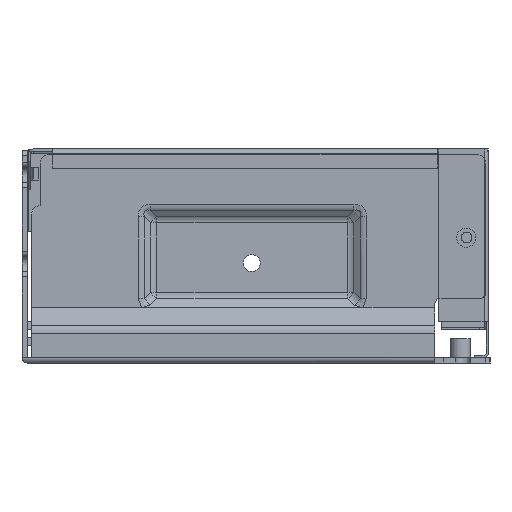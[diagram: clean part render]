
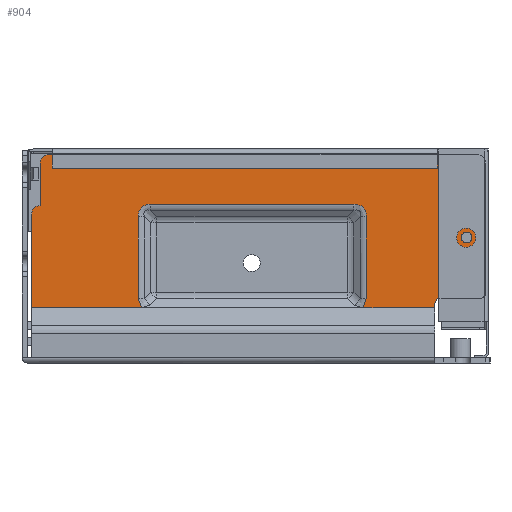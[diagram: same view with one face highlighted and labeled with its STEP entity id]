
A CAD part, left-side view. The second image highlights one B-rep face of the part: STEP entity #904.
In plain terms, the highlighted planar face has unit normal (-1, 0, 0).
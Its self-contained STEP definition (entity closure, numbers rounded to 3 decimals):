
#224 = VERTEX_POINT('',#225);
#225 = CARTESIAN_POINT('',(5.,107.75,13.));
#231 = EDGE_CURVE('',#224,#232,#234,.T.);
#232 = VERTEX_POINT('',#233);
#233 = CARTESIAN_POINT('',(5.,107.75,35.));
#234 = LINE('',#235,#236);
#235 = CARTESIAN_POINT('',(5.,107.75,24.));
#236 = VECTOR('',#237,1.);
#237 = DIRECTION('',(0.,0.,1.));
#363 = EDGE_CURVE('',#364,#224,#366,.T.);
#364 = VERTEX_POINT('',#365);
#365 = CARTESIAN_POINT('',(5.,81.875,13.));
#366 = LINE('',#367,#368);
#367 = CARTESIAN_POINT('',(5.,0.,13.));
#368 = VECTOR('',#369,1.);
#369 = DIRECTION('',(0.,1.,0.));
#372 = VERTEX_POINT('',#373);
#373 = CARTESIAN_POINT('',(5.,29.875,13.));
#379 = EDGE_CURVE('',#380,#372,#382,.T.);
#380 = VERTEX_POINT('',#381);
#381 = CARTESIAN_POINT('',(5.,13.,13.));
#382 = LINE('',#383,#384);
#383 = CARTESIAN_POINT('',(5.,0.,13.));
#384 = VECTOR('',#385,1.);
#385 = DIRECTION('',(0.,1.,0.));
#452 = VERTEX_POINT('',#453);
#453 = CARTESIAN_POINT('',(5.,13.,13.752));
#459 = EDGE_CURVE('',#452,#380,#460,.T.);
#460 = LINE('',#461,#462);
#461 = CARTESIAN_POINT('',(5.,13.,7.126));
#462 = VECTOR('',#463,1.);
#463 = DIRECTION('',(0.,0.,-1.));
#904 = ADVANCED_FACE('',(#905,#1067),#1078,.F.);
#905 = FACE_BOUND('',#906,.F.);
#906 = EDGE_LOOP('',(#907,#915,#916,#917,#926,#934,#943,#951,#960,#968,
    #977,#985,#992,#993,#994,#1002,#1011,#1032,#1039,#1060));
#907 = ORIENTED_EDGE('',*,*,#908,.T.);
#908 = EDGE_CURVE('',#909,#364,#911,.T.);
#909 = VERTEX_POINT('',#910);
#910 = CARTESIAN_POINT('',(5.,82.688,15.128));
#911 = LINE('',#912,#913);
#912 = CARTESIAN_POINT('',(5.,82.688,15.128));
#913 = VECTOR('',#914,1.);
#914 = DIRECTION('',(0.,-0.357,-0.934)
  );
#915 = ORIENTED_EDGE('',*,*,#363,.T.);
#916 = ORIENTED_EDGE('',*,*,#231,.T.);
#917 = ORIENTED_EDGE('',*,*,#918,.F.);
#918 = EDGE_CURVE('',#919,#232,#921,.T.);
#919 = VERTEX_POINT('',#920);
#920 = CARTESIAN_POINT('',(5.,105.75,37.));
#921 = CIRCLE('',#922,2.);
#922 = AXIS2_PLACEMENT_3D('',#923,#924,#925);
#923 = CARTESIAN_POINT('',(5.,105.75,35.));
#924 = DIRECTION('',(-1.,0.,0.));
#925 = DIRECTION('',(0.,1.,0.));
#926 = ORIENTED_EDGE('',*,*,#927,.T.);
#927 = EDGE_CURVE('',#919,#928,#930,.T.);
#928 = VERTEX_POINT('',#929);
#929 = CARTESIAN_POINT('',(5.,105.75,47.));
#930 = LINE('',#931,#932);
#931 = CARTESIAN_POINT('',(5.,105.75,30.));
#932 = VECTOR('',#933,1.);
#933 = DIRECTION('',(0.,0.,1.));
#934 = ORIENTED_EDGE('',*,*,#935,.F.);
#935 = EDGE_CURVE('',#936,#928,#938,.T.);
#936 = VERTEX_POINT('',#937);
#937 = CARTESIAN_POINT('',(5.,103.75,49.));
#938 = CIRCLE('',#939,2.);
#939 = AXIS2_PLACEMENT_3D('',#940,#941,#942);
#940 = CARTESIAN_POINT('',(5.,103.75,47.));
#941 = DIRECTION('',(-1.,0.,0.));
#942 = DIRECTION('',(0.,1.,0.));
#943 = ORIENTED_EDGE('',*,*,#944,.T.);
#944 = EDGE_CURVE('',#936,#945,#947,.T.);
#945 = VERTEX_POINT('',#946);
#946 = CARTESIAN_POINT('',(5.,3.,49.));
#947 = LINE('',#948,#949);
#948 = CARTESIAN_POINT('',(5.,1.5,49.));
#949 = VECTOR('',#950,1.);
#950 = DIRECTION('',(0.,-1.,0.));
#951 = ORIENTED_EDGE('',*,*,#952,.F.);
#952 = EDGE_CURVE('',#953,#945,#955,.T.);
#953 = VERTEX_POINT('',#954);
#954 = CARTESIAN_POINT('',(5.,1.,47.));
#955 = CIRCLE('',#956,2.);
#956 = AXIS2_PLACEMENT_3D('',#957,#958,#959);
#957 = CARTESIAN_POINT('',(5.,3.,47.));
#958 = DIRECTION('',(-1.,0.,0.));
#959 = DIRECTION('',(0.,1.,0.));
#960 = ORIENTED_EDGE('',*,*,#961,.T.);
#961 = EDGE_CURVE('',#953,#962,#964,.T.);
#962 = VERTEX_POINT('',#963);
#963 = CARTESIAN_POINT('',(5.,1.,16.492));
#964 = LINE('',#965,#966);
#965 = CARTESIAN_POINT('',(5.,1.,14.126));
#966 = VECTOR('',#967,1.);
#967 = DIRECTION('',(0.,0.,-1.));
#968 = ORIENTED_EDGE('',*,*,#969,.F.);
#969 = EDGE_CURVE('',#970,#962,#972,.T.);
#970 = VERTEX_POINT('',#971);
#971 = CARTESIAN_POINT('',(5.,2.24,15.252));
#972 = CIRCLE('',#973,1.24);
#973 = AXIS2_PLACEMENT_3D('',#974,#975,#976);
#974 = CARTESIAN_POINT('',(5.,2.24,16.492));
#975 = DIRECTION('',(-1.,0.,0.));
#976 = DIRECTION('',(0.,0.,-1.));
#977 = ORIENTED_EDGE('',*,*,#978,.T.);
#978 = EDGE_CURVE('',#970,#979,#981,.T.);
#979 = VERTEX_POINT('',#980);
#980 = CARTESIAN_POINT('',(5.,11.5,15.252));
#981 = LINE('',#982,#983);
#982 = CARTESIAN_POINT('',(5.,5.75,15.252));
#983 = VECTOR('',#984,1.);
#984 = DIRECTION('',(0.,1.,0.));
#985 = ORIENTED_EDGE('',*,*,#986,.T.);
#986 = EDGE_CURVE('',#979,#452,#987,.T.);
#987 = CIRCLE('',#988,1.5);
#988 = AXIS2_PLACEMENT_3D('',#989,#990,#991);
#989 = CARTESIAN_POINT('',(5.,11.5,13.752));
#990 = DIRECTION('',(-1.,0.,0.));
#991 = DIRECTION('',(0.,1.,0.));
#992 = ORIENTED_EDGE('',*,*,#459,.T.);
#993 = ORIENTED_EDGE('',*,*,#379,.T.);
#994 = ORIENTED_EDGE('',*,*,#995,.F.);
#995 = EDGE_CURVE('',#996,#372,#998,.T.);
#996 = VERTEX_POINT('',#997);
#997 = CARTESIAN_POINT('',(5.,29.062,15.128));
#998 = LINE('',#999,#1000);
#999 = CARTESIAN_POINT('',(5.,29.062,15.128));
#1000 = VECTOR('',#1001,1.);
#1001 = DIRECTION('',(0.,0.357,-0.934)
  );
#1002 = ORIENTED_EDGE('',*,*,#1003,.T.);
#1003 = EDGE_CURVE('',#996,#1004,#1006,.T.);
#1004 = VERTEX_POINT('',#1005);
#1005 = CARTESIAN_POINT('',(5.,29.062,34.372));
#1006 = B_SPLINE_CURVE_WITH_KNOTS('',2,(#1007,#1008,#1009,#1010),
  .UNSPECIFIED.,.F.,.F.,(3,1,3),(-0.259,0.,26.109),
  .UNSPECIFIED.);
#1007 = CARTESIAN_POINT('',(5.,29.062,12.742));
#1008 = CARTESIAN_POINT('',(5.,29.062,12.871));
#1009 = CARTESIAN_POINT('',(5.,29.062,26.054));
#1010 = CARTESIAN_POINT('',(5.,29.062,39.109));
#1011 = ORIENTED_EDGE('',*,*,#1012,.F.);
#1012 = EDGE_CURVE('',#1013,#1004,#1015,.T.);
#1013 = VERTEX_POINT('',#1014);
#1014 = CARTESIAN_POINT('',(5.,32.003,37.313));
#1015 = ( BOUNDED_CURVE() B_SPLINE_CURVE(8,(#1016,#1017,#1018,#1019,
    #1020,#1021,#1022,#1023,#1024,#1025,#1026,#1027,#1028,#1029,#1030,
#1031),.UNSPECIFIED.,.F.,.F.) B_SPLINE_CURVE_WITH_KNOTS((9,7,9),(
    0.,0.785,1.571),.UNSPECIFIED.) 
CURVE() GEOMETRIC_REPRESENTATION_ITEM() RATIONAL_B_SPLINE_CURVE((1.,1.,
1.,1.,1.,1.,1.,1.,1.,1.,1.,1.,1.,1.,1.,1.)) REPRESENTATION_ITEM('') );
#1016 = CARTESIAN_POINT('',(5.,32.003,37.313));
#1017 = CARTESIAN_POINT('',(5.,31.714,37.313));
#1018 = CARTESIAN_POINT('',(5.,31.426,37.29));
#1019 = CARTESIAN_POINT('',(5.,31.137,37.243));
#1020 = CARTESIAN_POINT('',(5.,30.851,37.17));
#1021 = CARTESIAN_POINT('',(5.,30.567,37.072));
#1022 = CARTESIAN_POINT('',(5.,30.292,36.935));
#1023 = CARTESIAN_POINT('',(5.,30.045,36.756));
#1024 = CARTESIAN_POINT('',(5.,29.619,36.33));
#1025 = CARTESIAN_POINT('',(5.,29.44,36.083));
#1026 = CARTESIAN_POINT('',(5.,29.303,35.808));
#1027 = CARTESIAN_POINT('',(5.,29.205,35.524));
#1028 = CARTESIAN_POINT('',(5.,29.132,35.238));
#1029 = CARTESIAN_POINT('',(5.,29.085,34.949));
#1030 = CARTESIAN_POINT('',(5.,29.062,34.661));
#1031 = CARTESIAN_POINT('',(5.,29.062,34.372));
#1032 = ORIENTED_EDGE('',*,*,#1033,.T.);
#1033 = EDGE_CURVE('',#1013,#1034,#1036,.T.);
#1034 = VERTEX_POINT('',#1035);
#1035 = CARTESIAN_POINT('',(5.,79.747,37.313));
#1036 = B_SPLINE_CURVE_WITH_KNOTS('',1,(#1037,#1038),.UNSPECIFIED.,.F.,
  .F.,(2,2),(-5.824,57.824),.PIECEWISE_BEZIER_KNOTS.);
#1037 = CARTESIAN_POINT('',(5.,24.051,37.313));
#1038 = CARTESIAN_POINT('',(5.,87.699,37.313));
#1039 = ORIENTED_EDGE('',*,*,#1040,.T.);
#1040 = EDGE_CURVE('',#1034,#1041,#1043,.T.);
#1041 = VERTEX_POINT('',#1042);
#1042 = CARTESIAN_POINT('',(5.,82.688,34.372));
#1043 = ( BOUNDED_CURVE() B_SPLINE_CURVE(8,(#1044,#1045,#1046,#1047,
    #1048,#1049,#1050,#1051,#1052,#1053,#1054,#1055,#1056,#1057,#1058,
#1059),.UNSPECIFIED.,.F.,.F.) B_SPLINE_CURVE_WITH_KNOTS((9,7,9),(
    0.,0.785,1.571),.UNSPECIFIED.) 
CURVE() GEOMETRIC_REPRESENTATION_ITEM() RATIONAL_B_SPLINE_CURVE((1.,1.,
1.,1.,1.,1.,1.,1.,1.,1.,1.,1.,1.,1.,1.,1.)) REPRESENTATION_ITEM('') );
#1044 = CARTESIAN_POINT('',(5.,79.747,37.313));
#1045 = CARTESIAN_POINT('',(5.,80.036,37.313));
#1046 = CARTESIAN_POINT('',(5.,80.324,37.29));
#1047 = CARTESIAN_POINT('',(5.,80.613,37.243));
#1048 = CARTESIAN_POINT('',(5.,80.899,37.17));
#1049 = CARTESIAN_POINT('',(5.,81.183,37.072));
#1050 = CARTESIAN_POINT('',(5.,81.458,36.935));
#1051 = CARTESIAN_POINT('',(5.,81.705,36.756));
#1052 = CARTESIAN_POINT('',(5.,82.131,36.33));
#1053 = CARTESIAN_POINT('',(5.,82.31,36.083));
#1054 = CARTESIAN_POINT('',(5.,82.447,35.808));
#1055 = CARTESIAN_POINT('',(5.,82.545,35.524));
#1056 = CARTESIAN_POINT('',(5.,82.618,35.238));
#1057 = CARTESIAN_POINT('',(5.,82.665,34.949));
#1058 = CARTESIAN_POINT('',(5.,82.688,34.661));
#1059 = CARTESIAN_POINT('',(5.,82.688,34.372));
#1060 = ORIENTED_EDGE('',*,*,#1061,.T.);
#1061 = EDGE_CURVE('',#1041,#909,#1062,.T.);
#1062 = B_SPLINE_CURVE_WITH_KNOTS('',2,(#1063,#1064,#1065,#1066),
  .UNSPECIFIED.,.F.,.F.,(3,1,3),(-2.609,23.5,23.759),.UNSPECIFIED.);
#1063 = CARTESIAN_POINT('',(5.,82.688,39.109));
#1064 = CARTESIAN_POINT('',(5.,82.688,26.054));
#1065 = CARTESIAN_POINT('',(5.,82.688,12.871));
#1066 = CARTESIAN_POINT('',(5.,82.688,12.742));
#1067 = FACE_BOUND('',#1068,.F.);
#1068 = EDGE_LOOP('',(#1069));
#1069 = ORIENTED_EDGE('',*,*,#1070,.T.);
#1070 = EDGE_CURVE('',#1071,#1071,#1073,.T.);
#1071 = VERTEX_POINT('',#1072);
#1072 = CARTESIAN_POINT('',(5.,6.75,29.5));
#1073 = CIRCLE('',#1074,1.25);
#1074 = AXIS2_PLACEMENT_3D('',#1075,#1076,#1077);
#1075 = CARTESIAN_POINT('',(5.,5.5,29.5));
#1076 = DIRECTION('',(-1.,0.,0.));
#1077 = DIRECTION('',(0.,1.,0.));
#1078 = PLANE('',#1079);
#1079 = AXIS2_PLACEMENT_3D('',#1080,#1081,#1082);
#1080 = CARTESIAN_POINT('',(5.,0.,13.));
#1081 = DIRECTION('',(1.,0.,0.));
#1082 = DIRECTION('',(0.,0.,1.));
